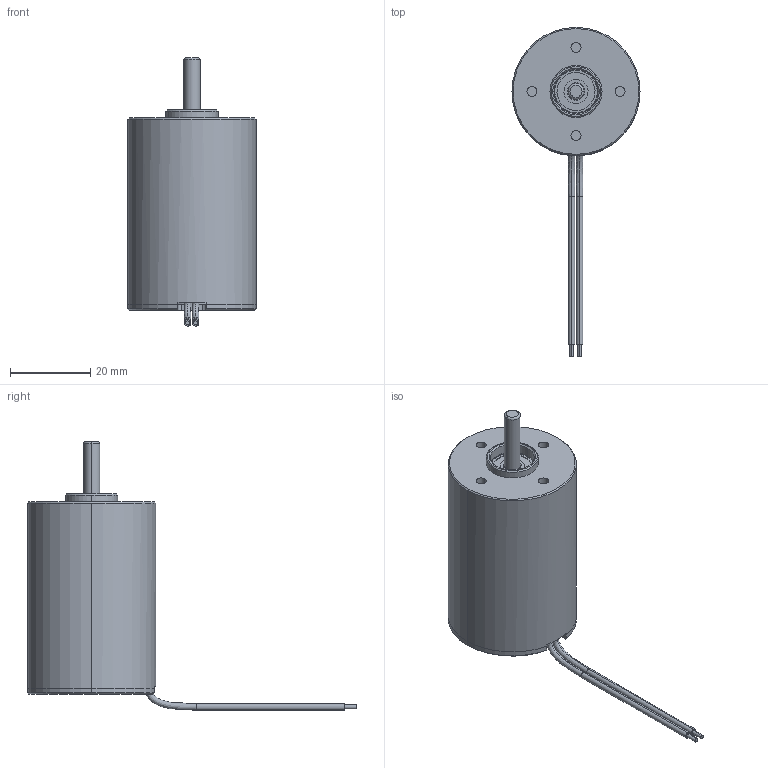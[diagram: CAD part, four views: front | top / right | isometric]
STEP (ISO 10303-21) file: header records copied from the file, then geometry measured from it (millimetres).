
FILE_DESCRIPTION (( 'STEP AP214' ), '1' );
FILE_NAME ('BD3248.STEP', '2025-12-01T06:30:21', ( 'Windows 蚚誧' ), ( 'Organization' ), 'SwSTEP 2.0', 'SolidWorks 2024', '' );
FILE_SCHEMA (( 'AUTOMOTIVE_DESIGN' ));
Length unit declared in the file: millimetre
Products named in the file (1): BD3248
Bounding box: 32 x 82.1 x 67 mm (x, y, z)
Volume: 10222.4 mm3; surface area: 15976.9 mm2
Topology: 6 solids, 6 shells, 156 faces, 341 edges, 210 vertices
Faces by surface type: cylinder 75, plane 35, cone 32, torus 10, bspline 4
Entity records: 5152 total; most frequent: CARTESIAN_POINT 1504, DIRECTION 834, ORIENTED_EDGE 682, AXIS2_PLACEMENT_3D 352, EDGE_CURVE 341, VERTEX_POINT 210, CIRCLE 199, EDGE_LOOP 181
